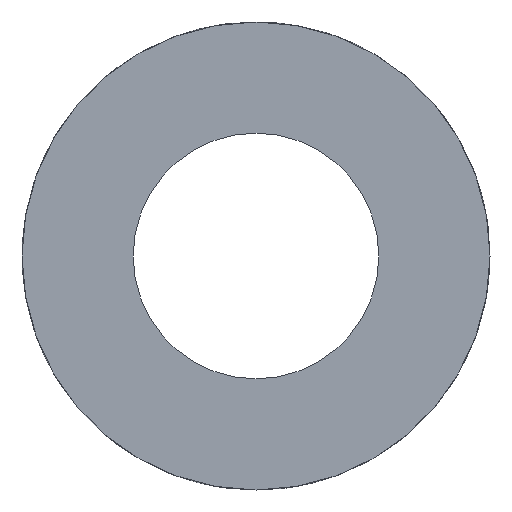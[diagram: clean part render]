
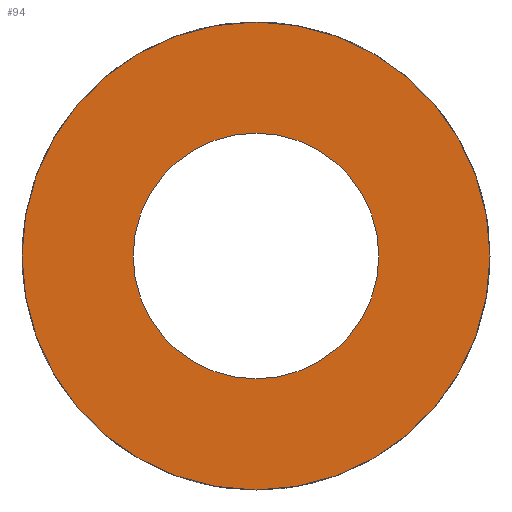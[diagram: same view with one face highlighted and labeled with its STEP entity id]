
A CAD part, front view. The second image highlights one B-rep face of the part: STEP entity #94.
In plain terms, the highlighted planar face has unit normal (0, -1, 0).
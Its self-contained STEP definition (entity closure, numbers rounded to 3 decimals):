
#20=FACE_BOUND('',#40,.T.);
#22=CIRCLE('',#121,5.25);
#23=CIRCLE('',#124,10.);
#25=PLANE('',#125);
#31=FACE_OUTER_BOUND('',#39,.T.);
#39=EDGE_LOOP('',(#86));
#40=EDGE_LOOP('',(#87));
#54=VERTEX_POINT('',#1233);
#57=VERTEX_POINT('',#1284);
#62=EDGE_CURVE('',#54,#54,#22,.T.);
#67=EDGE_CURVE('',#57,#57,#23,.T.);
#86=ORIENTED_EDGE('',*,*,#67,.F.);
#87=ORIENTED_EDGE('',*,*,#62,.T.);
#94=ADVANCED_FACE('',(#31,#20),#25,.F.);
#121=AXIS2_PLACEMENT_3D('',#1234,#135,#136);
#124=AXIS2_PLACEMENT_3D('',#1286,#143,#144);
#125=AXIS2_PLACEMENT_3D('',#1287,#145,#146);
#135=DIRECTION('center_axis',(0.,1.,0.));
#136=DIRECTION('ref_axis',(1.,0.,0.));
#143=DIRECTION('center_axis',(0.,1.,0.));
#144=DIRECTION('ref_axis',(-1.,0.,0.));
#145=DIRECTION('center_axis',(0.,1.,0.));
#146=DIRECTION('ref_axis',(0.,0.,1.));
#1233=CARTESIAN_POINT('',(-5.25,0.,0.));
#1234=CARTESIAN_POINT('Origin',(0.,0.,0.));
#1284=CARTESIAN_POINT('',(10.,0.,0.));
#1286=CARTESIAN_POINT('Origin',(0.,0.,0.));
#1287=CARTESIAN_POINT('Origin',(0.,0.,0.));
